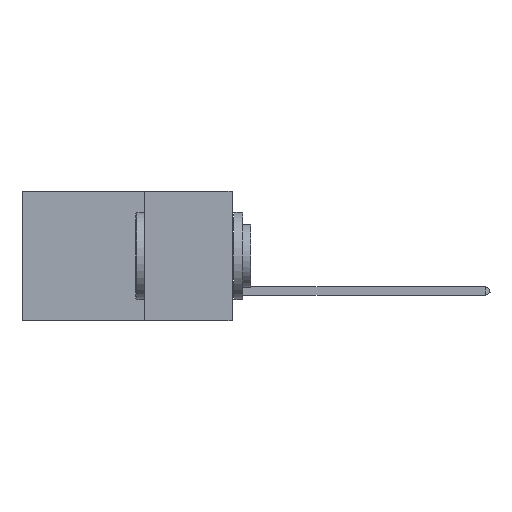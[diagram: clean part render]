
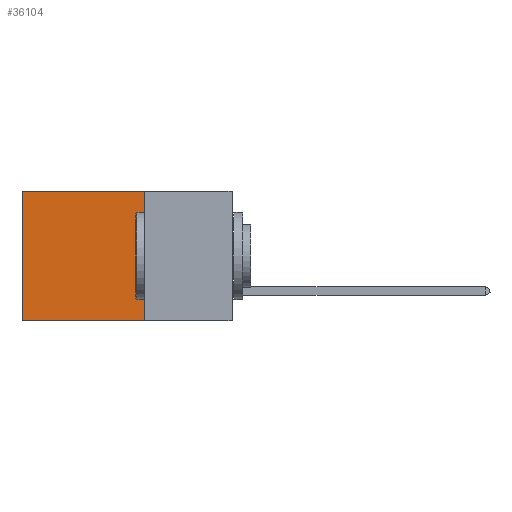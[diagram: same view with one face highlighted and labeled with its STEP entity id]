
A CAD part, left-side view. The second image highlights one B-rep face of the part: STEP entity #36104.
In plain terms, the highlighted planar face has unit normal (-1, 0, 0).
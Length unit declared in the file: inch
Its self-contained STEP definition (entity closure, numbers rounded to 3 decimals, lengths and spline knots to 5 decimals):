
#2997 = VERTEX_POINT ( 'NONE', #38075 ) ;
#3641 = DIRECTION ( 'NONE',  ( 0., 1., 0. ) ) ;
#5290 = DIRECTION ( 'NONE',  ( 1., 0., 0. ) ) ;
#5995 = LINE ( 'NONE', #8724, #9885 ) ;
#8242 = EDGE_CURVE ( 'NONE', #9783, #33369, #31428, .T. ) ;
#8397 = DIRECTION ( 'NONE',  ( 0., 0., -1. ) ) ;
#8670 = EDGE_CURVE ( 'NONE', #15464, #2997, #5995, .T. ) ;
#8724 = CARTESIAN_POINT ( 'NONE',  ( 0.2875, 0.25, 0. ) ) ;
#9783 = VERTEX_POINT ( 'NONE', #29810 ) ;
#9885 = VECTOR ( 'NONE', #17831, 39.37008 ) ;
#12509 = DIRECTION ( 'NONE',  ( 0., 0., -1. ) ) ;
#15464 = VERTEX_POINT ( 'NONE', #37517 ) ;
#17831 = DIRECTION ( 'NONE',  ( 0., 1., 0. ) ) ;
#18819 = ORIENTED_EDGE ( 'NONE', *, *, #23587, .F. ) ;
#19234 = CARTESIAN_POINT ( 'NONE',  ( 0.2875, 0.25, 0. ) ) ;
#19808 = CARTESIAN_POINT ( 'NONE',  ( 0.2875, 0.6, -0.37 ) ) ;
#21412 = ORIENTED_EDGE ( 'NONE', *, *, #35451, .T. ) ;
#21934 = CARTESIAN_POINT ( 'NONE',  ( 0.2875, 0.25, -0.37 ) ) ;
#22622 = LINE ( 'NONE', #19234, #35265 ) ;
#23587 = EDGE_CURVE ( 'NONE', #15464, #9783, #22622, .T. ) ;
#24860 = CARTESIAN_POINT ( 'NONE',  ( 0.2875, 0.6, 0. ) ) ;
#25466 = AXIS2_PLACEMENT_3D ( 'NONE', #39448, #5290, #8397 ) ;
#25567 = DIRECTION ( 'NONE',  ( 0., 0., -1. ) ) ;
#26960 = LINE ( 'NONE', #24860, #39556 ) ;
#27058 = VECTOR ( 'NONE', #3641, 39.37008 ) ;
#27651 = ORIENTED_EDGE ( 'NONE', *, *, #8670, .T. ) ;
#29810 = CARTESIAN_POINT ( 'NONE',  ( 0.2875, 0.25, -0.37 ) ) ;
#31428 = LINE ( 'NONE', #21934, #27058 ) ;
#33315 = FACE_OUTER_BOUND ( 'NONE', #40109, .T. ) ;
#33369 = VERTEX_POINT ( 'NONE', #19808 ) ;
#35265 = VECTOR ( 'NONE', #25567, 39.37008 ) ;
#35451 = EDGE_CURVE ( 'NONE', #2997, #33369, #26960, .T. ) ;
#36104 = ADVANCED_FACE ( 'NONE', ( #33315 ), #36363, .F. ) ;
#36363 = PLANE ( 'NONE',  #25466 ) ;
#37517 = CARTESIAN_POINT ( 'NONE',  ( 0.2875, 0.25, 0. ) ) ;
#38075 = CARTESIAN_POINT ( 'NONE',  ( 0.2875, 0.6, 0. ) ) ;
#39247 = ORIENTED_EDGE ( 'NONE', *, *, #8242, .F. ) ;
#39448 = CARTESIAN_POINT ( 'NONE',  ( 0.2875, 0.25, 0. ) ) ;
#39556 = VECTOR ( 'NONE', #12509, 39.37008 ) ;
#40109 = EDGE_LOOP ( 'NONE', ( #21412, #39247, #18819, #27651 ) ) ;
